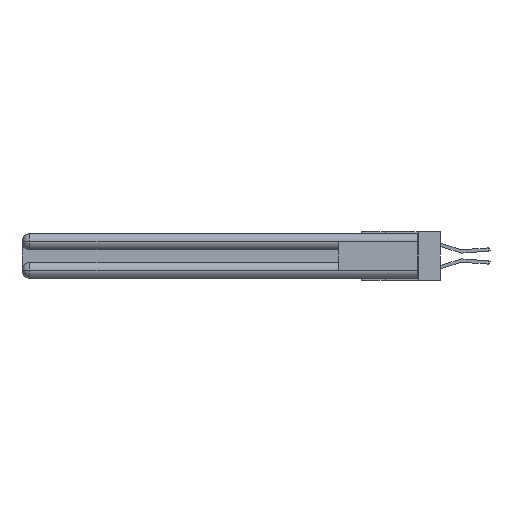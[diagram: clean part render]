
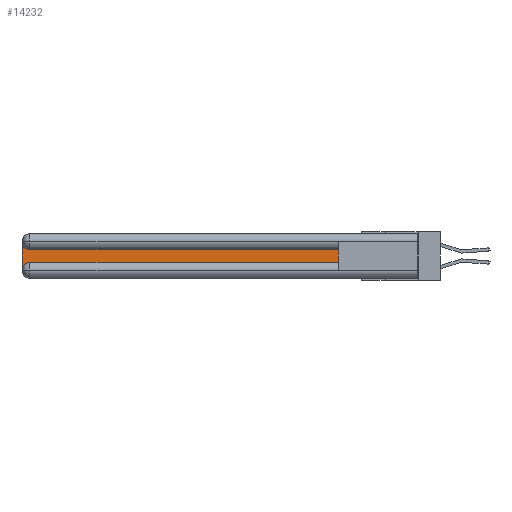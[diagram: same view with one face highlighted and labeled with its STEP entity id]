
A CAD part, left-side view. The second image highlights one B-rep face of the part: STEP entity #14232.
In plain terms, the highlighted planar face has unit normal (-1, 0, 0).
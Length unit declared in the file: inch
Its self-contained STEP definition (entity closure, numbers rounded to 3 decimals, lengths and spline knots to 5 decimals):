
#572 = VERTEX_POINT ( 'NONE', #16326 ) ;
#1095 = VECTOR ( 'NONE', #26565, 39.37008 ) ;
#1337 = VECTOR ( 'NONE', #2074, 39.37008 ) ;
#1880 = LINE ( 'NONE', #10117, #1095 ) ;
#2074 = DIRECTION ( 'NONE',  ( 0., 1., 0. ) ) ;
#4679 = EDGE_CURVE ( 'NONE', #19033, #572, #22576, .T. ) ;
#5063 = CARTESIAN_POINT ( 'NONE',  ( 0.075, 2.94, -0.0625 ) ) ;
#5252 = CARTESIAN_POINT ( 'NONE',  ( 0.075, 3., -0.1225 ) ) ;
#5458 = FACE_OUTER_BOUND ( 'NONE', #26844, .T. ) ;
#5770 = ORIENTED_EDGE ( 'NONE', *, *, #27128, .T. ) ;
#6932 = CARTESIAN_POINT ( 'NONE',  ( 0.075, 0.6, -0.1225 ) ) ;
#7747 = CARTESIAN_POINT ( 'NONE',  ( 0.075, 3., -0.0625 ) ) ;
#8330 = VERTEX_POINT ( 'NONE', #16475 ) ;
#9197 = CARTESIAN_POINT ( 'NONE',  ( 0.075, 0.6, -0.1225 ) ) ;
#9839 = DIRECTION ( 'NONE',  ( 1., 0., 0. ) ) ;
#10043 = DIRECTION ( 'NONE',  ( 0., 0., -1. ) ) ;
#10058 = CIRCLE ( 'NONE', #13096, 0.06 ) ;
#10117 = CARTESIAN_POINT ( 'NONE',  ( 0.075, 0.6, -0.2175 ) ) ;
#10567 = VERTEX_POINT ( 'NONE', #7747 ) ;
#12534 = LINE ( 'NONE', #9197, #1337 ) ;
#13096 = AXIS2_PLACEMENT_3D ( 'NONE', #5063, #9839, #10043 ) ;
#14232 = ADVANCED_FACE ( 'NONE', ( #5458 ), #15057, .F. ) ;
#15057 = PLANE ( 'NONE',  #29415 ) ;
#15664 = VERTEX_POINT ( 'NONE', #6932 ) ;
#15748 = LINE ( 'NONE', #19809, #20650 ) ;
#16326 = CARTESIAN_POINT ( 'NONE',  ( 0.075, 2.94, -0.2175 ) ) ;
#16475 = CARTESIAN_POINT ( 'NONE',  ( 0.075, 2.94, -0.1225 ) ) ;
#18605 = EDGE_CURVE ( 'NONE', #8330, #10567, #10058, .T. ) ;
#19033 = VERTEX_POINT ( 'NONE', #23056 ) ;
#19781 = ORIENTED_EDGE ( 'NONE', *, *, #20142, .T. ) ;
#19809 = CARTESIAN_POINT ( 'NONE',  ( 0.075, 3., -0.2175 ) ) ;
#19843 = ORIENTED_EDGE ( 'NONE', *, *, #4679, .T. ) ;
#20142 = EDGE_CURVE ( 'NONE', #15664, #8330, #12534, .T. ) ;
#20650 = VECTOR ( 'NONE', #29507, 39.37008 ) ;
#21043 = DIRECTION ( 'NONE',  ( 0., 0., 1. ) ) ;
#21865 = DIRECTION ( 'NONE',  ( 0., 0., -1. ) ) ;
#22032 = AXIS2_PLACEMENT_3D ( 'NONE', #27386, #29477, #27489 ) ;
#22576 = CIRCLE ( 'NONE', #22032, 0.06 ) ;
#23056 = CARTESIAN_POINT ( 'NONE',  ( 0.075, 3., -0.2775 ) ) ;
#24564 = DIRECTION ( 'NONE',  ( 1., 0., 0. ) ) ;
#24862 = VERTEX_POINT ( 'NONE', #29607 ) ;
#25049 = ORIENTED_EDGE ( 'NONE', *, *, #27916, .T. ) ;
#25064 = LINE ( 'NONE', #30850, #25369 ) ;
#25185 = EDGE_CURVE ( 'NONE', #572, #24862, #1880, .T. ) ;
#25369 = VECTOR ( 'NONE', #21043, 39.37008 ) ;
#25652 = ORIENTED_EDGE ( 'NONE', *, *, #18605, .T. ) ;
#26565 = DIRECTION ( 'NONE',  ( 0., -1., 0. ) ) ;
#26844 = EDGE_LOOP ( 'NONE', ( #19781, #25652, #25049, #19843, #30726, #5770 ) ) ;
#27128 = EDGE_CURVE ( 'NONE', #24862, #15664, #25064, .T. ) ;
#27386 = CARTESIAN_POINT ( 'NONE',  ( 0.075, 2.94, -0.2775 ) ) ;
#27489 = DIRECTION ( 'NONE',  ( 0., 0., -1. ) ) ;
#27916 = EDGE_CURVE ( 'NONE', #10567, #19033, #15748, .T. ) ;
#29415 = AXIS2_PLACEMENT_3D ( 'NONE', #5252, #24564, #21865 ) ;
#29477 = DIRECTION ( 'NONE',  ( 1., 0., 0. ) ) ;
#29507 = DIRECTION ( 'NONE',  ( 0., 0., -1. ) ) ;
#29607 = CARTESIAN_POINT ( 'NONE',  ( 0.075, 0.6, -0.2175 ) ) ;
#30726 = ORIENTED_EDGE ( 'NONE', *, *, #25185, .T. ) ;
#30850 = CARTESIAN_POINT ( 'NONE',  ( 0.075, 0.6, -0.2175 ) ) ;
